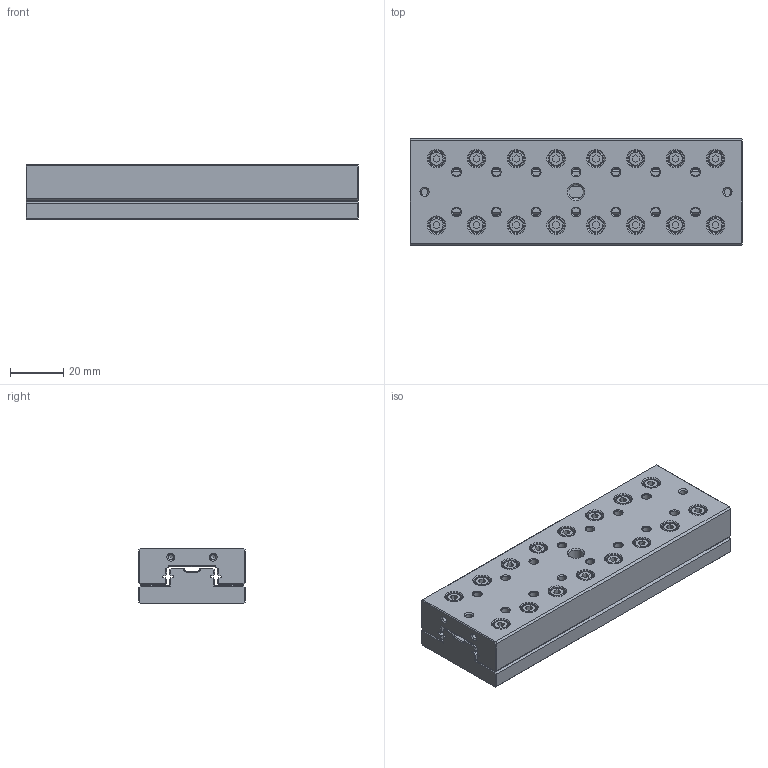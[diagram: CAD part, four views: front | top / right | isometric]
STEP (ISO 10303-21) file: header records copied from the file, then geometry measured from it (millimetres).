
FILE_DESCRIPTION(/* description */ (''),/* implementation_level */ '2;1');
FILE_NAME(/* name */ 'RTA-2120_A.stp',/* time_stamp */ '2012-05-31T15:21:23+02:00',/* author */ (''),/* organization */ (''),/* preprocessor_version */ 'ST-DEVELOPER v11',/* originating_system */ 'SIEMENS PLM Software NX 7.5',/* authorisation */ '');
FILE_SCHEMA (('AUTOMOTIVE_DESIGN { 1 0 10303 214 1 1 1 1 }'));
Length unit declared in the file: millimetre
Products named in the file (1): 015434_A
Bounding box: 125 x 40 x 21 mm (x, y, z)
Volume: 96788.2 mm3; surface area: 35701.1 mm2
Topology: 2 solids, 2 shells, 840 faces, 1967 edges, 1251 vertices
Faces by surface type: plane 586, cone 119, cylinder 109, extrusion 26
Full cylindrical faces by diameter (mm): 2 x4, 2.5 x10, 3 x14, 3.8 x6, 5.5 x33, 6.3 x36
Entity records: 23275 total; most frequent: CARTESIAN_POINT 5057, DIRECTION 3520, ORIENTED_EDGE 3426, EDGE_CURVE 1713, EDGE_LOOP 1220, VERTEX_POINT 1219, VECTOR 1196, LINE 1170
